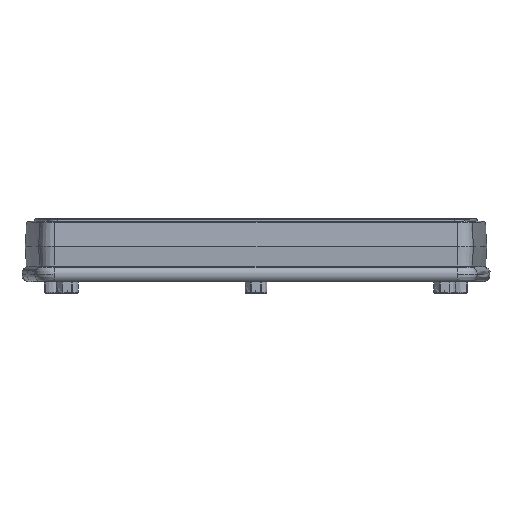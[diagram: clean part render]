
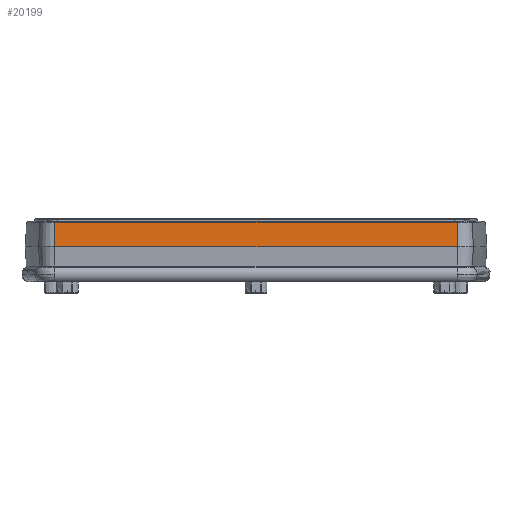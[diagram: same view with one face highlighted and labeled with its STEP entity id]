
A CAD part, left-side view. The second image highlights one B-rep face of the part: STEP entity #20199.
In plain terms, the highlighted planar face has unit normal (-0.999, 0, 0.052).
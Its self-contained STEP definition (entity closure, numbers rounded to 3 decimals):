
#2258 = DIRECTION ( 'NONE',  ( -0.999, 0., 0.052 ) ) ;
#2259 = CARTESIAN_POINT ( 'NONE',  ( -142.092, 130.594, -107.915 ) ) ;
#2283 = PLANE ( 'NONE',  #2354 ) ;
#2284 = FACE_OUTER_BOUND ( 'NONE', #19987, .T. ) ;
#2337 = DIRECTION ( 'NONE',  ( 0., -1., 0. ) ) ;
#2354 = AXIS2_PLACEMENT_3D ( 'NONE', #2259, #2258, #2337 ) ;
#6484 = VERTEX_POINT ( 'NONE', #58965 ) ;
#19728 = ORIENTED_EDGE ( 'NONE', *, *, #21303, .T. ) ;
#19768 = VERTEX_POINT ( 'NONE', #30149 ) ;
#19854 = EDGE_CURVE ( 'NONE', #19768, #64519, #31895, .T. ) ;
#19987 = EDGE_LOOP ( 'NONE', ( #19728, #22624, #20006, #19993 ) ) ;
#19993 = ORIENTED_EDGE ( 'NONE', *, *, #19854, .T. ) ;
#20000 = VERTEX_POINT ( 'NONE', #33379 ) ;
#20001 = EDGE_CURVE ( 'NONE', #19768, #20000, #33438, .T. ) ;
#20005 = EDGE_CURVE ( 'NONE', #20000, #6484, #33306, .T. ) ;
#20006 = ORIENTED_EDGE ( 'NONE', *, *, #20001, .F. ) ;
#20199 = ADVANCED_FACE ( 'NONE', ( #2284 ), #2283, .T. ) ;
#21303 = EDGE_CURVE ( 'NONE', #64519, #6484, #22506, .T. ) ;
#22495 = DIRECTION ( 'NONE',  ( 0., -1., 0. ) ) ;
#22496 = VECTOR ( 'NONE', #22495, 1000. ) ;
#22497 = CARTESIAN_POINT ( 'NONE',  ( -135.65, 0., 15. ) ) ;
#22506 = LINE ( 'NONE', #22497, #22496 ) ;
#22624 = ORIENTED_EDGE ( 'NONE', *, *, #20005, .F. ) ;
#30149 = CARTESIAN_POINT ( 'NONE',  ( -134.961, 108.828, 28.151 ) ) ;
#31893 = CARTESIAN_POINT ( 'NONE',  ( -135.257, 108.828, 22.5 ) ) ;
#31895 = LINE ( 'NONE', #31893, #31986 ) ;
#31985 = DIRECTION ( 'NONE',  ( -0.052, 0., -0.999 ) ) ;
#31986 = VECTOR ( 'NONE', #31985, 1000. ) ;
#33306 = LINE ( 'NONE', #33422, #33421 ) ;
#33379 = CARTESIAN_POINT ( 'NONE',  ( -134.961, -108.828, 28.151 ) ) ;
#33413 = CARTESIAN_POINT ( 'NONE',  ( -134.961, 53.995, 28.151 ) ) ;
#33414 = CARTESIAN_POINT ( 'NONE',  ( -134.961, 75.642, 28.151 ) ) ;
#33417 = CARTESIAN_POINT ( 'NONE',  ( -134.961, 88.603, 28.151 ) ) ;
#33418 = CARTESIAN_POINT ( 'NONE',  ( -134.961, 96.48, 28.151 ) ) ;
#33419 = CARTESIAN_POINT ( 'NONE',  ( -134.961, 101.338, 28.151 ) ) ;
#33420 = CARTESIAN_POINT ( 'NONE',  ( -134.961, 104.537, 28.151 ) ) ;
#33421 = VECTOR ( 'NONE', #33510, 1000. ) ;
#33422 = CARTESIAN_POINT ( 'NONE',  ( -135.257, -108.828, 22.5 ) ) ;
#33432 = CARTESIAN_POINT ( 'NONE',  ( -134.961, 106.407, 28.151 ) ) ;
#33434 = CARTESIAN_POINT ( 'NONE',  ( -134.961, 107.767, 28.151 ) ) ;
#33435 = CARTESIAN_POINT ( 'NONE',  ( -134.961, 108.479, 28.15 ) ) ;
#33436 = CARTESIAN_POINT ( 'NONE',  ( -134.961, 108.828, 28.151 ) ) ;
#33438 = B_SPLINE_CURVE_WITH_KNOTS ( 'NONE', 3,
 ( #33436, #33435, #33434, #33432, #33420, #33419, #33418, #33417, #33414, #33413, #33529, #33528, #33525, #33523, #33522, #33521, #33520, #33519, #33518, #33517, #33516, #33515 ),
 .UNSPECIFIED., .F., .F.,
 ( 4, 1, 1, 1, 1, 1, 1, 1, 1, 1, 1, 1, 1, 1, 1, 1, 1, 1, 1, 4 ),
 ( 0., 0.005, 0.01, 0.019, 0.031, 0.054, 0.086, 0.139, 0.233, 0.384, 0.556, 0.707, 0.807, 0.874, 0.918, 0.948, 0.968, 0.981, 0.99, 1. ),
 .UNSPECIFIED. ) ;
#33510 = DIRECTION ( 'NONE',  ( -0.052, 0., -0.999 ) ) ;
#33515 = CARTESIAN_POINT ( 'NONE',  ( -134.961, -108.828, 28.151 ) ) ;
#33516 = CARTESIAN_POINT ( 'NONE',  ( -134.961, -108.088, 28.151 ) ) ;
#33517 = CARTESIAN_POINT ( 'NONE',  ( -134.961, -106.71, 28.151 ) ) ;
#33518 = CARTESIAN_POINT ( 'NONE',  ( -134.961, -104.374, 28.151 ) ) ;
#33519 = CARTESIAN_POINT ( 'NONE',  ( -134.961, -101.34, 28.151 ) ) ;
#33520 = CARTESIAN_POINT ( 'NONE',  ( -134.961, -96.79, 28.151 ) ) ;
#33521 = CARTESIAN_POINT ( 'NONE',  ( -134.961, -89.964, 28.151 ) ) ;
#33522 = CARTESIAN_POINT ( 'NONE',  ( -134.961, -79.725, 28.151 ) ) ;
#33523 = CARTESIAN_POINT ( 'NONE',  ( -134.961, -64.367, 28.151 ) ) ;
#33525 = CARTESIAN_POINT ( 'NONE',  ( -134.961, -41.331, 28.151 ) ) ;
#33528 = CARTESIAN_POINT ( 'NONE',  ( -134.961, -10.652, 28.151 ) ) ;
#33529 = CARTESIAN_POINT ( 'NONE',  ( -134.961, 23.737, 28.151 ) ) ;
#49058 = CARTESIAN_POINT ( 'NONE',  ( -135.65, 108.828, 15. ) ) ;
#58965 = CARTESIAN_POINT ( 'NONE',  ( -135.65, -108.828, 15. ) ) ;
#64519 = VERTEX_POINT ( 'NONE', #49058 ) ;
